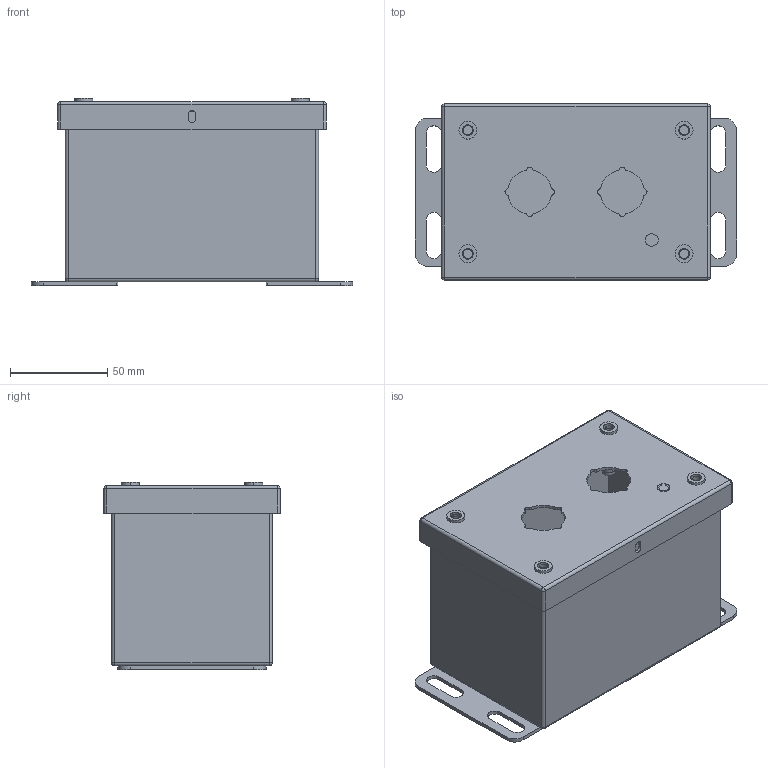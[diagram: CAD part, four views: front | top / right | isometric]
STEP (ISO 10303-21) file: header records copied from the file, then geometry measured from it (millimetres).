
FILE_DESCRIPTION (( 'STEP AP214' ), '1' );
FILE_NAME ('SCE-2PBGX.STEP', '2022-05-13T18:54:09', ( '' ), ( '' ), 'SwSTEP 2.0', 'SolidWorks 2021', '' );
FILE_SCHEMA (( 'AUTOMOTIVE_DESIGN' ));
Length unit declared in the file: inch
Products named in the file (1): SCE-2PBGX
Bounding box: 165.1 x 90.49 x 96.15 mm (x, y, z)
Volume: 122810.3 mm3; surface area: 161218.5 mm2
Topology: 15 solids, 15 shells, 449 faces, 1079 edges, 662 vertices
Faces by surface type: cylinder 211, plane 162, torus 40, sphere 24, cone 12
Full cylindrical faces by diameter (mm): 6.756 x4, 8.052 x4
Entity records: 18014 total; most frequent: DIRECTION 2461, CARTESIAN_POINT 2231, ORIENTED_EDGE 2094, EDGE_CURVE 1047, AXIS2_PLACEMENT_3D 988, VERTEX_POINT 662, CIRCLE 538, EDGE_LOOP 525
